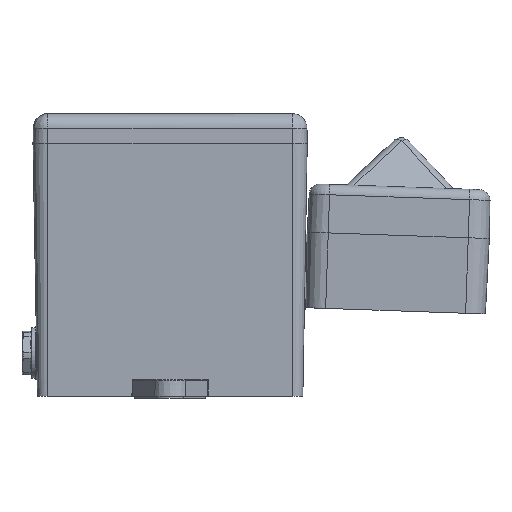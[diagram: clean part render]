
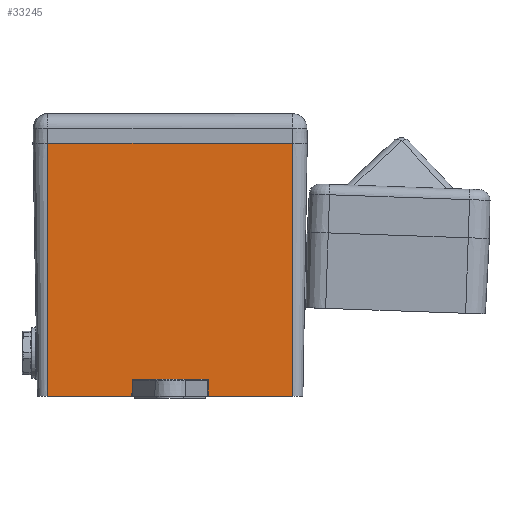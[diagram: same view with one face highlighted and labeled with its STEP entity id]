
A CAD part, left-side view. The second image highlights one B-rep face of the part: STEP entity #33245.
In plain terms, the highlighted face is planar.
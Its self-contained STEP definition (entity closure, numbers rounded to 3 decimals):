
#1405 = CARTESIAN_POINT ( 'NONE',  ( -62.905, 58., 120. ) ) ;
#2206 = LINE ( 'NONE', #8403, #18175 ) ;
#2972 = ORIENTED_EDGE ( 'NONE', *, *, #13513, .F. ) ;
#3197 = DIRECTION ( 'NONE',  ( 0., -1., 0. ) ) ;
#3389 = LINE ( 'NONE', #6500, #11047 ) ;
#3623 = AXIS2_PLACEMENT_3D ( 'NONE', #7507, #21526, #15970 ) ;
#3644 = EDGE_CURVE ( 'NONE', #34874, #23480, #26081, .T. ) ;
#3795 = CARTESIAN_POINT ( 'NONE',  ( -62.905, 58., 120. ) ) ;
#4407 = VERTEX_POINT ( 'NONE', #3795 ) ;
#5097 = ORIENTED_EDGE ( 'NONE', *, *, #18406, .F. ) ;
#5158 = CARTESIAN_POINT ( 'NONE',  ( -65.023, -15.983, -1.291 ) ) ;
#5417 = VECTOR ( 'NONE', #38093, 1000. ) ;
#6472 = CARTESIAN_POINT ( 'NONE',  ( -63.045, 58., 112. ) ) ;
#6500 = CARTESIAN_POINT ( 'NONE',  ( -62.905, 58., 120. ) ) ;
#6555 = FACE_OUTER_BOUND ( 'NONE', #16927, .T. ) ;
#7485 = EDGE_CURVE ( 'NONE', #9205, #14853, #24352, .T. ) ;
#7507 = CARTESIAN_POINT ( 'NONE',  ( -65., 58., 0. ) ) ;
#7798 = VECTOR ( 'NONE', #23154, 1000. ) ;
#8403 = CARTESIAN_POINT ( 'NONE',  ( -65., 58., 0. ) ) ;
#8448 = LINE ( 'NONE', #5158, #5417 ) ;
#8700 = ORIENTED_EDGE ( 'NONE', *, *, #23682, .T. ) ;
#8813 = LINE ( 'NONE', #9392, #18556 ) ;
#9205 = VERTEX_POINT ( 'NONE', #35168 ) ;
#9392 = CARTESIAN_POINT ( 'NONE',  ( -65., 58., 0. ) ) ;
#9476 = CARTESIAN_POINT ( 'NONE',  ( -62.905, -18.1, 120. ) ) ;
#10415 = EDGE_CURVE ( 'NONE', #35052, #34874, #3389, .T. ) ;
#10517 = ORIENTED_EDGE ( 'NONE', *, *, #7485, .F. ) ;
#11047 = VECTOR ( 'NONE', #3197, 1000. ) ;
#11242 = CARTESIAN_POINT ( 'NONE',  ( -62.905, -58., 120. ) ) ;
#13207 = DIRECTION ( 'NONE',  ( 0., -1., 0. ) ) ;
#13513 = EDGE_CURVE ( 'NONE', #4407, #25180, #16075, .T. ) ;
#14853 = VERTEX_POINT ( 'NONE', #33420 ) ;
#15696 = DIRECTION ( 'NONE',  ( 0., -1., 0. ) ) ;
#15970 = DIRECTION ( 'NONE',  ( 0.017, 0., 1. ) ) ;
#16075 = LINE ( 'NONE', #1405, #31206 ) ;
#16927 = EDGE_LOOP ( 'NONE', ( #31353, #10517, #5097, #2972, #35487, #8700, #28834, #21882 ) ) ;
#18175 = VECTOR ( 'NONE', #28430, 1000. ) ;
#18406 = EDGE_CURVE ( 'NONE', #25180, #9205, #34607, .T. ) ;
#18556 = VECTOR ( 'NONE', #23420, 1000. ) ;
#19224 = CARTESIAN_POINT ( 'NONE',  ( -64.987, 16.018, 0.733 ) ) ;
#21526 = DIRECTION ( 'NONE',  ( -1., 0., 0.017 ) ) ;
#21882 = ORIENTED_EDGE ( 'NONE', *, *, #10415, .F. ) ;
#22546 = CARTESIAN_POINT ( 'NONE',  ( -62.905, 18.1, 120. ) ) ;
#22583 = VECTOR ( 'NONE', #28648, 1000. ) ;
#23154 = DIRECTION ( 'NONE',  ( -0.017, 0., -1. ) ) ;
#23420 = DIRECTION ( 'NONE',  ( 0., -1., 0. ) ) ;
#23480 = VERTEX_POINT ( 'NONE', #36383 ) ;
#23682 = EDGE_CURVE ( 'NONE', #25540, #23480, #8813, .T. ) ;
#24352 = LINE ( 'NONE', #6472, #25372 ) ;
#25180 = VERTEX_POINT ( 'NONE', #22546 ) ;
#25372 = VECTOR ( 'NONE', #15696, 1000. ) ;
#25540 = VERTEX_POINT ( 'NONE', #33170 ) ;
#26081 = LINE ( 'NONE', #37826, #7798 ) ;
#26491 = EDGE_CURVE ( 'NONE', #14853, #35052, #8448, .T. ) ;
#28430 = DIRECTION ( 'NONE',  ( -0.017, 0., -1. ) ) ;
#28648 = DIRECTION ( 'NONE',  ( -0.017, -0.017, -1. ) ) ;
#28834 = ORIENTED_EDGE ( 'NONE', *, *, #3644, .F. ) ;
#31206 = VECTOR ( 'NONE', #13207, 1000. ) ;
#31353 = ORIENTED_EDGE ( 'NONE', *, *, #26491, .F. ) ;
#33170 = CARTESIAN_POINT ( 'NONE',  ( -65., 58., 0. ) ) ;
#33245 = ADVANCED_FACE ( 'NONE', ( #6555 ), #35991, .T. ) ;
#33420 = CARTESIAN_POINT ( 'NONE',  ( -63.045, -17.96, 112. ) ) ;
#34607 = LINE ( 'NONE', #19224, #22583 ) ;
#34874 = VERTEX_POINT ( 'NONE', #11242 ) ;
#35052 = VERTEX_POINT ( 'NONE', #9476 ) ;
#35168 = CARTESIAN_POINT ( 'NONE',  ( -63.045, 17.96, 112. ) ) ;
#35487 = ORIENTED_EDGE ( 'NONE', *, *, #36217, .T. ) ;
#35991 = PLANE ( 'NONE',  #3623 ) ;
#36217 = EDGE_CURVE ( 'NONE', #4407, #25540, #2206, .T. ) ;
#36383 = CARTESIAN_POINT ( 'NONE',  ( -65., -58., 0. ) ) ;
#37826 = CARTESIAN_POINT ( 'NONE',  ( -65., -58., 0. ) ) ;
#38093 = DIRECTION ( 'NONE',  ( 0.017, -0.017, 1. ) ) ;
